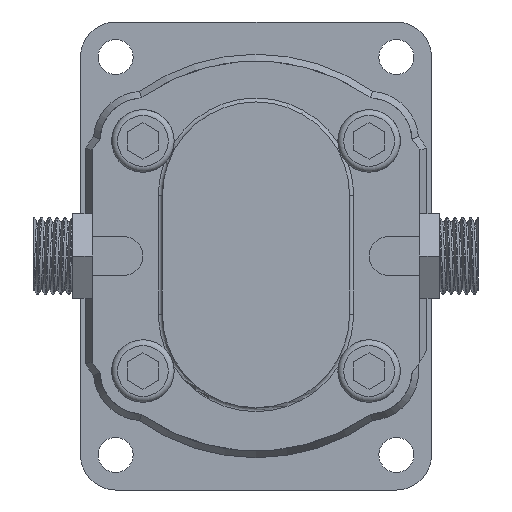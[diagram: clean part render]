
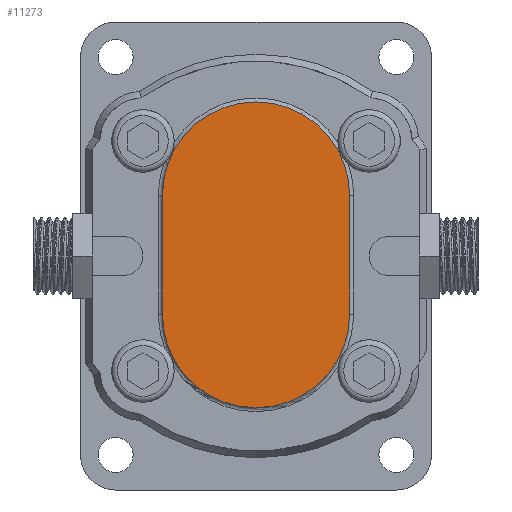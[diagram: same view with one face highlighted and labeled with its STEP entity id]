
A CAD part, front view. The second image highlights one B-rep face of the part: STEP entity #11273.
In plain terms, the highlighted planar face has unit normal (0, -1, 0).
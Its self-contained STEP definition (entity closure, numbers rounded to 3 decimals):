
#1054=LINE('',#17241,#1730);
#1070=LINE('',#17280,#1746);
#1730=VECTOR('',#14340,10.);
#1746=VECTOR('',#14382,10.);
#2889=FACE_OUTER_BOUND('',#3583,.T.);
#3583=EDGE_LOOP('',(#8513,#8514,#8515,#8516));
#4379=CIRCLE('',#12457,24.);
#4382=CIRCLE('',#12467,24.);
#4895=VERTEX_POINT('',#17238);
#4896=VERTEX_POINT('',#17240);
#4897=VERTEX_POINT('',#17244);
#4906=VERTEX_POINT('',#17276);
#6226=EDGE_CURVE('',#4896,#4895,#1054,.T.);
#6229=EDGE_CURVE('',#4895,#4897,#4379,.T.);
#6244=EDGE_CURVE('',#4906,#4896,#4382,.T.);
#6246=EDGE_CURVE('',#4897,#4906,#1070,.T.);
#8513=ORIENTED_EDGE('',*,*,#6226,.T.);
#8514=ORIENTED_EDGE('',*,*,#6229,.T.);
#8515=ORIENTED_EDGE('',*,*,#6246,.T.);
#8516=ORIENTED_EDGE('',*,*,#6244,.T.);
#10973=PLANE('',#12469);
#11273=ADVANCED_FACE('',(#2889),#10973,.T.);
#12457=AXIS2_PLACEMENT_3D('',#17246,#14345,#14346);
#12467=AXIS2_PLACEMENT_3D('',#17277,#14377,#14378);
#12469=AXIS2_PLACEMENT_3D('',#17281,#14383,#14384);
#14340=DIRECTION('',(0.,0.,1.));
#14345=DIRECTION('center_axis',(0.,-1.,0.));
#14346=DIRECTION('ref_axis',(1.,0.,0.));
#14377=DIRECTION('center_axis',(0.,-1.,0.));
#14378=DIRECTION('ref_axis',(-1.,0.,0.));
#14382=DIRECTION('',(0.,0.,-1.));
#14383=DIRECTION('center_axis',(0.,-1.,0.));
#14384=DIRECTION('ref_axis',(1.,0.,0.));
#17238=CARTESIAN_POINT('',(24.,-72.5,15.5));
#17240=CARTESIAN_POINT('',(24.,-72.5,-14.9));
#17241=CARTESIAN_POINT('',(24.,-72.5,-14.9));
#17244=CARTESIAN_POINT('',(-24.,-72.5,15.5));
#17246=CARTESIAN_POINT('Origin',(0.,-72.5,15.5));
#17276=CARTESIAN_POINT('',(-24.,-72.5,-14.9));
#17277=CARTESIAN_POINT('Origin',(0.,-72.5,-14.9));
#17280=CARTESIAN_POINT('',(-24.,-72.5,15.5));
#17281=CARTESIAN_POINT('Origin',(0.,-72.5,0.3));
